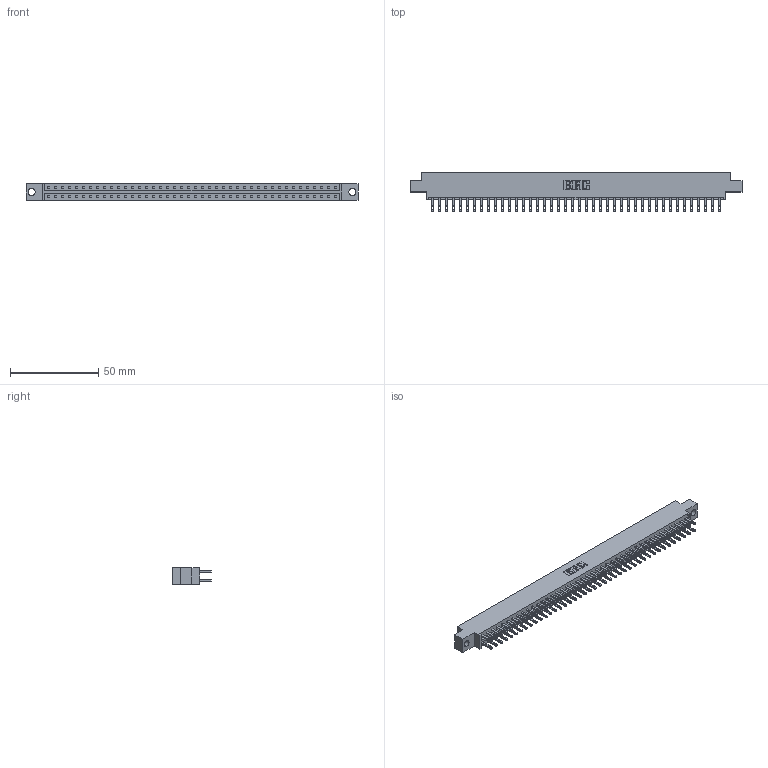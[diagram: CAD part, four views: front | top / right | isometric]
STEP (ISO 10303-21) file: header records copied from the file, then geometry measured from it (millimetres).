
FILE_DESCRIPTION (( 'STEP AP203' ), '1' );
FILE_NAME ('333-084-500-804.STEP', '2018-08-05T03:59:36', ( '' ), ( '' ), 'SwSTEP 2.0', 'SolidWorks 2016', '' );
FILE_SCHEMA (( 'CONFIG_CONTROL_DESIGN' ));
Length unit declared in the file: inch
Products named in the file (3): 333 Part_Offset - .156 Dia - TH; 345-292-001_345-293-100; 333-084-500-804
Assembly tree (85 placements, depth 2):
  333-084-500-804
    333 Part_Offset - .156 Dia - TH
    345-292-001_345-293-100  x84
Bounding box: 187.96 x 21.85 x 9.4 mm (x, y, z)
Volume: 19130.7 mm3; surface area: 23561.9 mm2
Topology: 85 solids, 85 shells, 4150 faces, 12671 edges, 8446 vertices
Faces by surface type: plane 2594, cylinder 1556
Entity records: 27085 total; most frequent: CARTESIAN_POINT 4490, ORIENTED_EDGE 4426, DIRECTION 3837, EDGE_CURVE 2213, LINE 2081, VECTOR 2081, VERTEX_POINT 1474, AXIS2_PLACEMENT_3D 878
